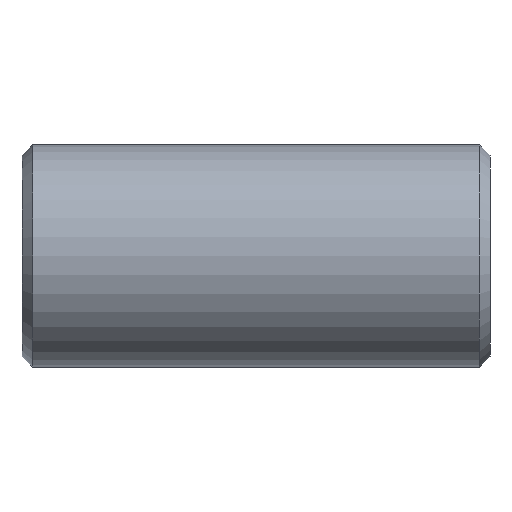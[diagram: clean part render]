
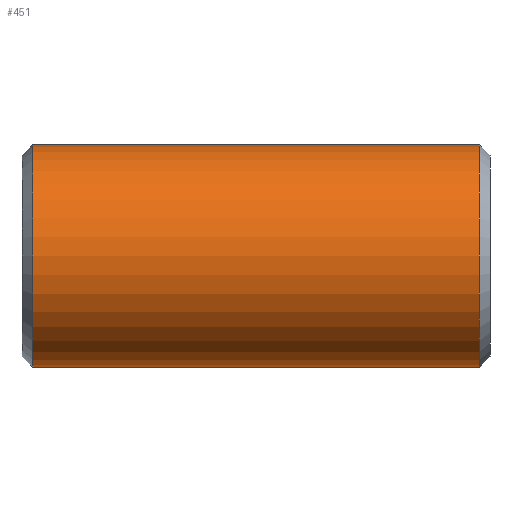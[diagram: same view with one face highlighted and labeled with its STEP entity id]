
A CAD part, front view. The second image highlights one B-rep face of the part: STEP entity #451.
In plain terms, the highlighted cylindrical face has radius 30.163 mm (diameter 60.325 mm), a partial arc.
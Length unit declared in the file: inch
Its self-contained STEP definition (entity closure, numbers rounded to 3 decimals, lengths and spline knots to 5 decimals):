
#35 = ORIENTED_EDGE ( 'NONE', *, *, #518, .F. ) ;
#102 = FACE_OUTER_BOUND ( 'NONE', #162, .T. ) ;
#108 = CARTESIAN_POINT ( 'NONE',  ( -2.38533, 0., -1.1875 ) ) ;
#110 = VERTEX_POINT ( 'NONE', #709 ) ;
#119 = ORIENTED_EDGE ( 'NONE', *, *, #313, .T. ) ;
#132 = CARTESIAN_POINT ( 'NONE',  ( 2.38533, 0., 0. ) ) ;
#151 = CYLINDRICAL_SURFACE ( 'NONE', #558, 1.1875 ) ;
#162 = EDGE_LOOP ( 'NONE', ( #35, #278, #119, #180 ) ) ;
#171 = EDGE_CURVE ( 'NONE', #110, #409, #654, .T. ) ;
#180 = ORIENTED_EDGE ( 'NONE', *, *, #171, .T. ) ;
#185 = AXIS2_PLACEMENT_3D ( 'NONE', #132, #233, #553 ) ;
#190 = CARTESIAN_POINT ( 'NONE',  ( 2.38533, 0., 1.1875 ) ) ;
#207 = CARTESIAN_POINT ( 'NONE',  ( 2.5, 0., 1.1875 ) ) ;
#217 = DIRECTION ( 'NONE',  ( -1., 0., 0. ) ) ;
#233 = DIRECTION ( 'NONE',  ( -1., 0., 0. ) ) ;
#265 = CARTESIAN_POINT ( 'NONE',  ( 2.5, 0., -1.1875 ) ) ;
#278 = ORIENTED_EDGE ( 'NONE', *, *, #584, .T. ) ;
#300 = VERTEX_POINT ( 'NONE', #190 ) ;
#313 = EDGE_CURVE ( 'NONE', #300, #110, #417, .T. ) ;
#314 = CIRCLE ( 'NONE', #185, 1.1875 ) ;
#324 = DIRECTION ( 'NONE',  ( 0., 0., 1. ) ) ;
#397 = DIRECTION ( 'NONE',  ( 1., 0., 0. ) ) ;
#409 = VERTEX_POINT ( 'NONE', #108 ) ;
#417 = LINE ( 'NONE', #207, #517 ) ;
#451 = ADVANCED_FACE ( 'NONE', ( #102 ), #151, .T. ) ;
#475 = CARTESIAN_POINT ( 'NONE',  ( 2.38533, 0., -1.1875 ) ) ;
#481 = DIRECTION ( 'NONE',  ( -1., 0., 0. ) ) ;
#487 = DIRECTION ( 'NONE',  ( -1., 0., 0. ) ) ;
#489 = LINE ( 'NONE', #265, #595 ) ;
#517 = VECTOR ( 'NONE', #481, 39.37008 ) ;
#518 = EDGE_CURVE ( 'NONE', #673, #409, #489, .T. ) ;
#553 = DIRECTION ( 'NONE',  ( 0., 0., -1. ) ) ;
#558 = AXIS2_PLACEMENT_3D ( 'NONE', #700, #217, #324 ) ;
#584 = EDGE_CURVE ( 'NONE', #673, #300, #314, .T. ) ;
#595 = VECTOR ( 'NONE', #487, 39.37008 ) ;
#618 = DIRECTION ( 'NONE',  ( 0., 0., 1. ) ) ;
#654 = CIRCLE ( 'NONE', #691, 1.1875 ) ;
#673 = VERTEX_POINT ( 'NONE', #475 ) ;
#682 = CARTESIAN_POINT ( 'NONE',  ( -2.38533, 0., 0. ) ) ;
#691 = AXIS2_PLACEMENT_3D ( 'NONE', #682, #397, #618 ) ;
#700 = CARTESIAN_POINT ( 'NONE',  ( 2.5, 0., 0. ) ) ;
#709 = CARTESIAN_POINT ( 'NONE',  ( -2.38533, 0., 1.1875 ) ) ;
